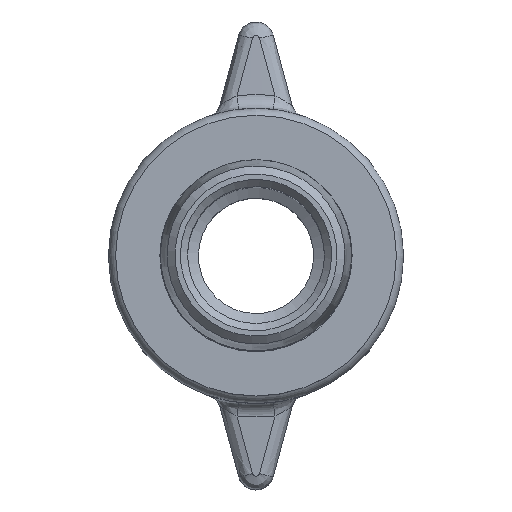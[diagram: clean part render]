
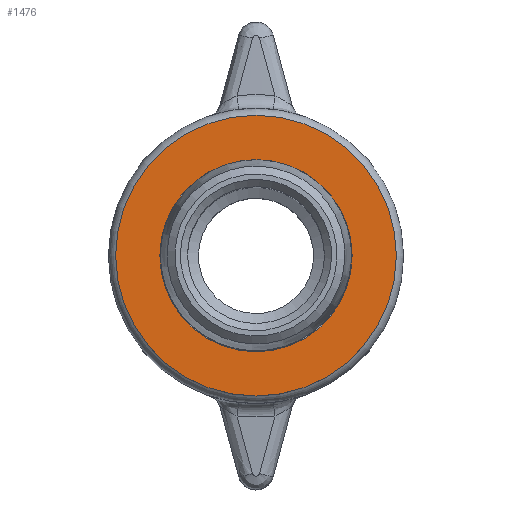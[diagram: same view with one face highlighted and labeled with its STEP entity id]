
A CAD part, top view. The second image highlights one B-rep face of the part: STEP entity #1476.
In plain terms, the highlighted planar face has unit normal (0, 0, 1).
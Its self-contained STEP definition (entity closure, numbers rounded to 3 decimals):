
#89=FACE_BOUND('',#288,.T.);
#108=PLANE('',#1629);
#195=FACE_OUTER_BOUND('',#287,.T.);
#287=EDGE_LOOP('',(#1141));
#288=EDGE_LOOP('',(#1142));
#478=CIRCLE('',#1625,13.35);
#479=CIRCLE('',#1627,19.5);
#619=VERTEX_POINT('',#3104);
#620=VERTEX_POINT('',#3108);
#806=EDGE_CURVE('',#619,#619,#478,.T.);
#807=EDGE_CURVE('',#620,#620,#479,.T.);
#1141=ORIENTED_EDGE('',*,*,#807,.F.);
#1142=ORIENTED_EDGE('',*,*,#806,.T.);
#1476=ADVANCED_FACE('',(#195,#89),#108,.F.);
#1625=AXIS2_PLACEMENT_3D('',#3106,#1935,#1936);
#1627=AXIS2_PLACEMENT_3D('',#3109,#1939,#1940);
#1629=AXIS2_PLACEMENT_3D('',#3113,#1944,#1945);
#1935=DIRECTION('center_axis',(0.,0.,
-1.));
#1936=DIRECTION('ref_axis',(-1.,0.,0.));
#1939=DIRECTION('center_axis',(0.,0.,
-1.));
#1940=DIRECTION('ref_axis',(-1.,0.,0.));
#1944=DIRECTION('center_axis',(0.,0.,
-1.));
#1945=DIRECTION('ref_axis',(-1.,0.,0.));
#3104=CARTESIAN_POINT('',(13.35,0.,26.5));
#3106=CARTESIAN_POINT('Origin',(0.,0.,
26.5));
#3108=CARTESIAN_POINT('',(19.5,0.,26.5));
#3109=CARTESIAN_POINT('Origin',(0.,0.,
26.5));
#3113=CARTESIAN_POINT('Origin',(0.,0.,
26.5));
